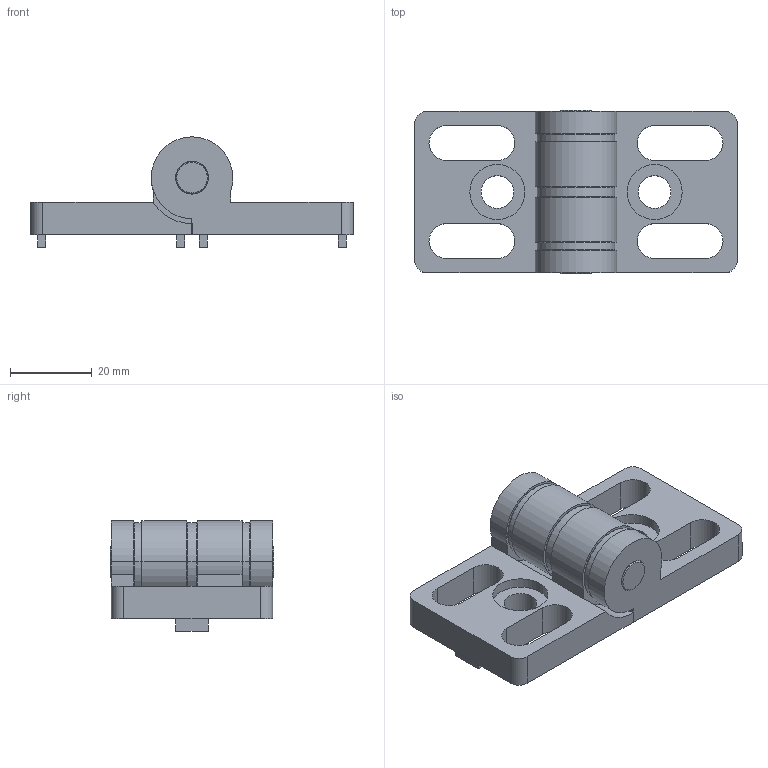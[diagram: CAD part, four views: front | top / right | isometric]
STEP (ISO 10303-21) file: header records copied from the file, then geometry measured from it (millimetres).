
FILE_DESCRIPTION (( 'STEP AP214' ), '1' );
FILE_NAME ('SNSD.30.52.85. Ïåòëÿ äâåðíàÿ ñòàëüíàÿ 4040(B40).STEP', '2018-06-21T12:52:35', ( '' ), ( '' ), 'SwSTEP 2.0', 'SolidWorks 2018', '' );
FILE_SCHEMA (( 'AUTOMOTIVE_DESIGN' ));
Length unit declared in the file: millimetre
Products named in the file (11): Ðåçèíîâàÿ ïðîêëàäêà(2,5ìì); SNSD.30.50.96. Ïåòëÿ äâåðíàÿ àëþìèíåâàÿ 3045(B47)E07B48B54B40; SNSD.30.50.96. ﾏ琿褻(B47)E07B48B54B40; SNSD.30.50.96. Ïåòëÿ äâåðíàÿ àëþìèíåâàÿ 3045(B47)E07B48B54B40_00; Ðåçèíîâàÿ ïðîêëàäêà; SNSD.30.52.85. Ïåòëÿ äâåðíàÿ ñòàëüíàÿ 4040(B40); SNSD.30.50.96. ﾏ琿褻(B47)E07B48B54B40_00
Assembly tree (6 placements, depth 2):
  Ðåçèíîâàÿ ïðîêëàäêà(2,5ìì)
  SNSD.30.50.96. Ïåòëÿ äâåðíàÿ àëþìèíåâàÿ 3045(B47)E07B48B54B40
  SNSD.30.50.96. ﾏ琿褻(B47)E07B48B54B40
  Ðåçèíîâàÿ ïðîêëàäêà
  SNSD.30.50.96. Ïåòëÿ äâåðíàÿ àëþìèíåâàÿ 3045(B47)E07B48B54B40
Bounding box: 79 x 40 x 27 mm (x, y, z)
Volume: 28289.7 mm3; surface area: 17187.9 mm2
Topology: 6 solids, 6 shells, 158 faces, 386 edges, 250 vertices
Faces by surface type: plane 80, cylinder 62, torus 12, cone 4
Entity records: 2874 total; most frequent: DIRECTION 494, CARTESIAN_POINT 443, ORIENTED_EDGE 420, EDGE_CURVE 210, AXIS2_PLACEMENT_3D 186, VERTEX_POINT 135, VECTOR 122, LINE 122
